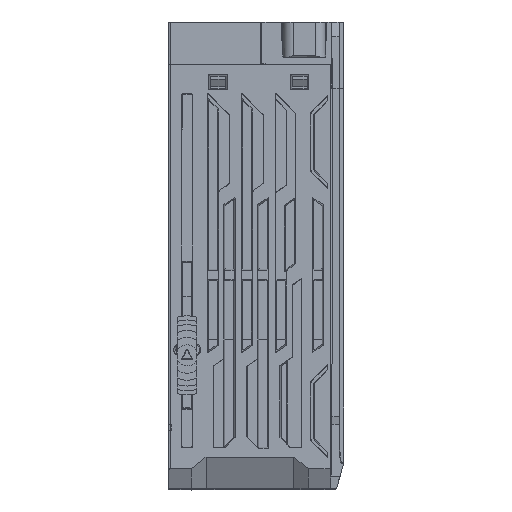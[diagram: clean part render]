
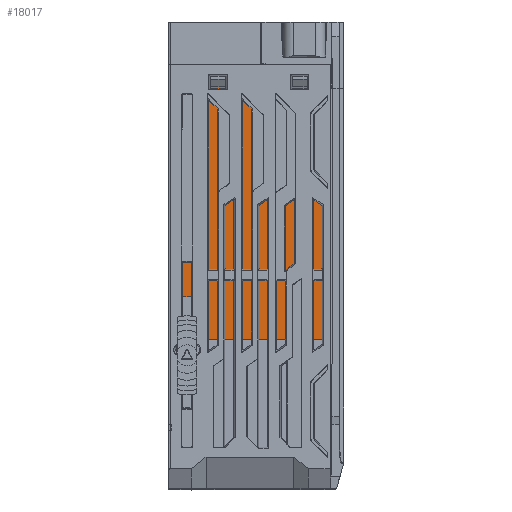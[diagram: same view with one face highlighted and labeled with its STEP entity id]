
A CAD part, top view. The second image highlights one B-rep face of the part: STEP entity #18017.
In plain terms, the highlighted planar face has unit normal (0, 0, 1).
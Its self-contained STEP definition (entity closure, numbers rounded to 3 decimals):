
#694=FACE_BOUND('',#23630,.T.);
#695=FACE_BOUND('',#23631,.T.);
#696=FACE_BOUND('',#23632,.T.);
#2582=PLANE('',#63460);
#5761=LINE('',#97136,#11861);
#5844=LINE('',#97305,#11944);
#6015=LINE('',#97738,#12115);
#6056=LINE('',#97856,#12156);
#6057=LINE('',#97858,#12157);
#6058=LINE('',#97860,#12158);
#6059=LINE('',#97862,#12159);
#6060=LINE('',#97863,#12160);
#6061=LINE('',#97865,#12161);
#6062=LINE('',#97867,#12162);
#6063=LINE('',#97869,#12163);
#6064=LINE('',#97870,#12164);
#6065=LINE('',#97871,#12165);
#6066=LINE('',#97873,#12166);
#6067=LINE('',#97874,#12167);
#6068=LINE('',#97877,#12168);
#6069=LINE('',#97879,#12169);
#6070=LINE('',#97881,#12170);
#6071=LINE('',#97882,#12171);
#6072=LINE('',#97885,#12172);
#6073=LINE('',#97887,#12173);
#6074=LINE('',#97889,#12174);
#11861=VECTOR('',#70793,1.);
#11944=VECTOR('',#70894,1.);
#12115=VECTOR('',#71179,1.);
#12156=VECTOR('',#71264,1.);
#12157=VECTOR('',#71265,1.);
#12158=VECTOR('',#71266,1.);
#12159=VECTOR('',#71267,1.);
#12160=VECTOR('',#71268,1.);
#12161=VECTOR('',#71269,1.);
#12162=VECTOR('',#71270,1.);
#12163=VECTOR('',#71271,1.);
#12164=VECTOR('',#71272,1.);
#12165=VECTOR('',#71273,1.);
#12166=VECTOR('',#71274,1.);
#12167=VECTOR('',#71275,1.);
#12168=VECTOR('',#71276,1.);
#12169=VECTOR('',#71277,1.);
#12170=VECTOR('',#71278,1.);
#12171=VECTOR('',#71279,1.);
#12172=VECTOR('',#71280,1.);
#12173=VECTOR('',#71281,1.);
#12174=VECTOR('',#71282,1.);
#18017=ADVANCED_FACE('',(#694,#695,#696),#2582,.T.);
#23630=EDGE_LOOP('',(#34548,#34549,#34550,#34551,#34552,#34553,#34554,#34555,
#34556,#34557,#34558,#34559,#34560,#34561));
#23631=EDGE_LOOP('',(#34562,#34563,#34564,#34565));
#23632=EDGE_LOOP('',(#34566,#34567,#34568,#34569));
#34548=ORIENTED_EDGE('',*,*,#54213,.T.);
#34549=ORIENTED_EDGE('',*,*,#54214,.T.);
#34550=ORIENTED_EDGE('',*,*,#54215,.T.);
#34551=ORIENTED_EDGE('',*,*,#54216,.T.);
#34552=ORIENTED_EDGE('',*,*,#53876,.F.);
#34553=ORIENTED_EDGE('',*,*,#54217,.T.);
#34554=ORIENTED_EDGE('',*,*,#54218,.T.);
#34555=ORIENTED_EDGE('',*,*,#54219,.T.);
#34556=ORIENTED_EDGE('',*,*,#54220,.T.);
#34557=ORIENTED_EDGE('',*,*,#53959,.F.);
#34558=ORIENTED_EDGE('',*,*,#54221,.T.);
#34559=ORIENTED_EDGE('',*,*,#54160,.F.);
#34560=ORIENTED_EDGE('',*,*,#54222,.T.);
#34561=ORIENTED_EDGE('',*,*,#54223,.T.);
#34562=ORIENTED_EDGE('',*,*,#54224,.T.);
#34563=ORIENTED_EDGE('',*,*,#54225,.T.);
#34564=ORIENTED_EDGE('',*,*,#54226,.T.);
#34565=ORIENTED_EDGE('',*,*,#54227,.T.);
#34566=ORIENTED_EDGE('',*,*,#54228,.T.);
#34567=ORIENTED_EDGE('',*,*,#54229,.T.);
#34568=ORIENTED_EDGE('',*,*,#54230,.T.);
#34569=ORIENTED_EDGE('',*,*,#54231,.T.);
#45279=VERTEX_POINT('',#97137);
#45280=VERTEX_POINT('',#97138);
#45353=VERTEX_POINT('',#97295);
#45356=VERTEX_POINT('',#97306);
#45357=VERTEX_POINT('',#97307);
#45504=VERTEX_POINT('',#97737);
#45505=VERTEX_POINT('',#97739);
#45538=VERTEX_POINT('',#97857);
#45539=VERTEX_POINT('',#97859);
#45540=VERTEX_POINT('',#97861);
#45541=VERTEX_POINT('',#97864);
#45542=VERTEX_POINT('',#97866);
#45543=VERTEX_POINT('',#97868);
#45544=VERTEX_POINT('',#97872);
#45545=VERTEX_POINT('',#97875);
#45546=VERTEX_POINT('',#97876);
#45547=VERTEX_POINT('',#97878);
#45548=VERTEX_POINT('',#97880);
#45549=VERTEX_POINT('',#97883);
#45550=VERTEX_POINT('',#97884);
#45551=VERTEX_POINT('',#97886);
#45552=VERTEX_POINT('',#97888);
#53876=EDGE_CURVE('',#45279,#45280,#5761,.T.);
#53959=EDGE_CURVE('',#45356,#45357,#5844,.T.);
#54160=EDGE_CURVE('',#45504,#45505,#6015,.T.);
#54213=EDGE_CURVE('',#45538,#45353,#6056,.T.);
#54214=EDGE_CURVE('',#45353,#45539,#6057,.T.);
#54215=EDGE_CURVE('',#45539,#45540,#6058,.T.);
#54216=EDGE_CURVE('',#45540,#45280,#6059,.T.);
#54217=EDGE_CURVE('',#45279,#45541,#6060,.T.);
#54218=EDGE_CURVE('',#45541,#45542,#6061,.T.);
#54219=EDGE_CURVE('',#45542,#45543,#6062,.T.);
#54220=EDGE_CURVE('',#45543,#45357,#6063,.T.);
#54221=EDGE_CURVE('',#45356,#45505,#6064,.T.);
#54222=EDGE_CURVE('',#45504,#45544,#6065,.T.);
#54223=EDGE_CURVE('',#45544,#45538,#6066,.T.);
#54224=EDGE_CURVE('',#45545,#45546,#6067,.T.);
#54225=EDGE_CURVE('',#45546,#45547,#6068,.T.);
#54226=EDGE_CURVE('',#45547,#45548,#6069,.T.);
#54227=EDGE_CURVE('',#45548,#45545,#6070,.T.);
#54228=EDGE_CURVE('',#45549,#45550,#6071,.T.);
#54229=EDGE_CURVE('',#45550,#45551,#6072,.T.);
#54230=EDGE_CURVE('',#45551,#45552,#6073,.T.);
#54231=EDGE_CURVE('',#45552,#45549,#6074,.T.);
#63460=AXIS2_PLACEMENT_3D('',#97890,#71283,#71284);
#70793=DIRECTION('',(-1.,0.,0.));
#70894=DIRECTION('',(0.,-1.,0.));
#71179=DIRECTION('',(0.,1.,0.));
#71264=DIRECTION('',(1.,0.,0.));
#71265=DIRECTION('',(0.,-1.,0.));
#71266=DIRECTION('',(1.,0.,0.));
#71267=DIRECTION('',(0.,1.,0.));
#71268=DIRECTION('',(0.,1.,0.));
#71269=DIRECTION('',(-1.,0.,0.));
#71270=DIRECTION('',(0.,-1.,0.));
#71271=DIRECTION('',(-1.,0.,0.));
#71272=DIRECTION('',(-1.,0.,0.));
#71273=DIRECTION('',(1.,0.,0.));
#71274=DIRECTION('',(0.,-1.,0.));
#71275=DIRECTION('',(0.,1.,0.));
#71276=DIRECTION('',(1.,0.,0.));
#71277=DIRECTION('',(0.,-1.,0.));
#71278=DIRECTION('',(-1.,0.,0.));
#71279=DIRECTION('',(1.,0.,0.));
#71280=DIRECTION('',(0.,-1.,0.));
#71281=DIRECTION('',(-1.,0.,0.));
#71282=DIRECTION('',(0.,1.,0.));
#71283=DIRECTION('',(0.,0.,1.));
#71284=DIRECTION('',(-1.,0.,0.));
#97136=CARTESIAN_POINT('',(17.446,-135.97,116.289));
#97137=CARTESIAN_POINT('',(17.69,-135.97,116.289));
#97138=CARTESIAN_POINT('',(17.201,-135.97,116.289));
#97295=CARTESIAN_POINT('',(-8.27,-142.99,116.289));
#97305=CARTESIAN_POINT('',(5.671,-133.92,116.289));
#97306=CARTESIAN_POINT('',(5.671,-131.87,116.289));
#97307=CARTESIAN_POINT('',(5.671,-135.97,116.289));
#97737=CARTESIAN_POINT('',(-10.209,-135.97,116.289));
#97738=CARTESIAN_POINT('',(-10.209,-133.92,116.289));
#97739=CARTESIAN_POINT('',(-10.209,-131.87,116.289));
#97856=CARTESIAN_POINT('',(-8.74,-142.99,116.289));
#97857=CARTESIAN_POINT('',(-9.209,-142.99,116.289));
#97858=CARTESIAN_POINT('',(-8.27,-160.98,116.289));
#97859=CARTESIAN_POINT('',(-8.27,-178.97,116.289));
#97860=CARTESIAN_POINT('',(4.466,-178.97,116.289));
#97861=CARTESIAN_POINT('',(17.201,-178.97,116.289));
#97862=CARTESIAN_POINT('',(17.201,-157.47,116.289));
#97863=CARTESIAN_POINT('',(17.69,-133.92,116.289));
#97864=CARTESIAN_POINT('',(17.69,-131.87,116.289));
#97865=CARTESIAN_POINT('',(12.741,-131.87,116.289));
#97866=CARTESIAN_POINT('',(7.791,-131.87,116.289));
#97867=CARTESIAN_POINT('',(7.791,-133.92,116.289));
#97868=CARTESIAN_POINT('',(7.791,-135.97,116.289));
#97869=CARTESIAN_POINT('',(6.731,-135.97,116.289));
#97870=CARTESIAN_POINT('',(-2.269,-131.87,116.289));
#97871=CARTESIAN_POINT('',(-9.709,-135.97,116.289));
#97872=CARTESIAN_POINT('',(-9.209,-135.97,116.289));
#97873=CARTESIAN_POINT('',(-9.209,-139.48,116.289));
#97874=CARTESIAN_POINT('',(11.041,-134.869,116.289));
#97875=CARTESIAN_POINT('',(11.041,-135.768,116.289));
#97876=CARTESIAN_POINT('',(11.041,-133.97,116.289));
#97877=CARTESIAN_POINT('',(12.291,-133.97,116.289));
#97878=CARTESIAN_POINT('',(13.541,-133.97,116.289));
#97879=CARTESIAN_POINT('',(13.541,-134.869,116.289));
#97880=CARTESIAN_POINT('',(13.541,-135.768,116.289));
#97881=CARTESIAN_POINT('',(12.291,-135.768,116.289));
#97882=CARTESIAN_POINT('',(-1.709,-133.97,116.289));
#97883=CARTESIAN_POINT('',(-2.959,-133.97,116.289));
#97884=CARTESIAN_POINT('',(-0.459,-133.97,116.289));
#97885=CARTESIAN_POINT('',(-0.459,-134.869,116.289));
#97886=CARTESIAN_POINT('',(-0.459,-135.768,116.289));
#97887=CARTESIAN_POINT('',(-1.709,-135.768,116.289));
#97888=CARTESIAN_POINT('',(-2.959,-135.768,116.289));
#97889=CARTESIAN_POINT('',(-2.959,-134.869,116.289));
#97890=CARTESIAN_POINT('',(20.48,-127.16,116.289));
